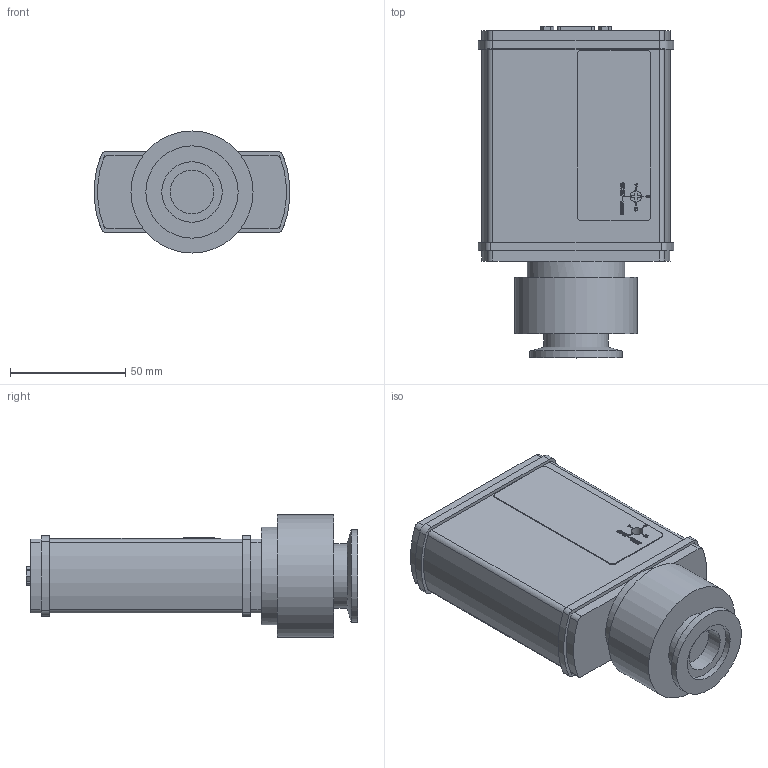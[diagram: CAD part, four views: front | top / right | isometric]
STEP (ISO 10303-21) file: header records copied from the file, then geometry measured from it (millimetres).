
FILE_DESCRIPTION((''),'2;1');
FILE_NAME('PTR35120-T.stp','2009-03-10T08:19:41',('wieth'),(''),'Autodesk Inventor 11','Autodesk Inventor 11','');
FILE_SCHEMA(('AUTOMOTIVE_DESIGN { 1 0 10303 214 1 1 1 1 }'));
Length unit declared in the file: millimetre
Products named in the file (1): PTR35120
Bounding box: 84.78 x 144 x 53 mm (x, y, z)
Volume: 326359.4 mm3; surface area: 38653.9 mm2
Topology: 1 solids, 1 shells, 368 faces, 974 edges, 639 vertices
Faces by surface type: plane 199, bspline 121, cylinder 47, cone 1
Full cylindrical faces by diameter (mm): 2 x2, 5 x1, 19 x1, 26.2 x1, 28 x1, 40 x1, 42.5 x1, 53 x1
Entity records: 12630 total; most frequent: CARTESIAN_POINT 4257, ORIENTED_EDGE 1926, DIRECTION 1317, EDGE_CURVE 963, VERTEX_POINT 638, VECTOR 621, LINE 621, EDGE_LOOP 417
